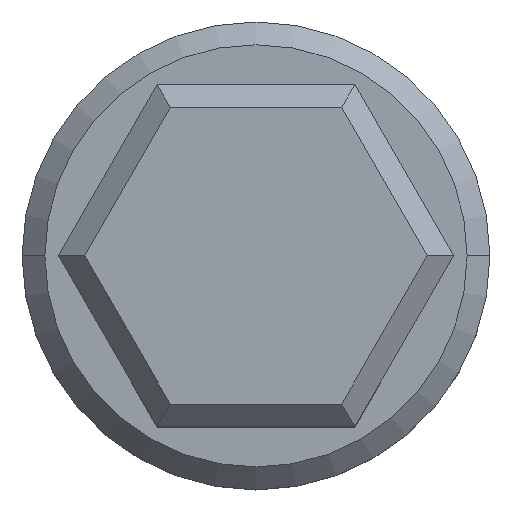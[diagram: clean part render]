
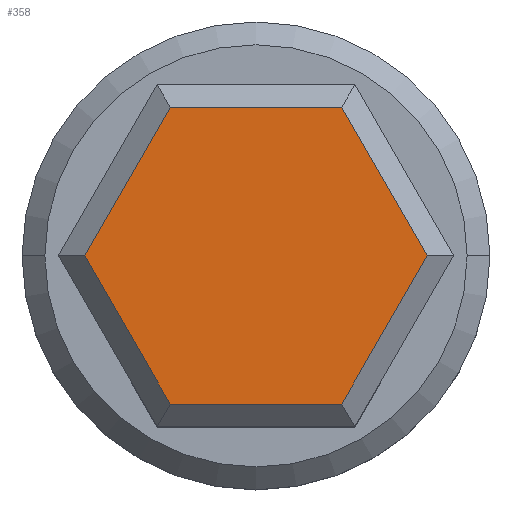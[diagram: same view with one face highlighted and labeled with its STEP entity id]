
A CAD part, top view. The second image highlights one B-rep face of the part: STEP entity #358.
In plain terms, the highlighted planar face has unit normal (0, 0, 1).
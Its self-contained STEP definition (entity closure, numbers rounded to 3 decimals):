
#7 = VECTOR ( 'NONE', #583, 1000. ) ;
#87 = ORIENTED_EDGE ( 'NONE', *, *, #936, .T. ) ;
#90 = CARTESIAN_POINT ( 'NONE',  ( -1.732, 2.6, 4.15 ) ) ;
#223 = LINE ( 'NONE', #956, #507 ) ;
#265 = EDGE_CURVE ( 'NONE', #1087, #1456, #1184, .T. ) ;
#289 = EDGE_CURVE ( 'NONE', #1315, #1450, #223, .T. ) ;
#358 = ADVANCED_FACE ( 'NONE', ( #487 ), #1302, .T. ) ;
#391 = CARTESIAN_POINT ( 'NONE',  ( 1.501, -2.6, 4.15 ) ) ;
#421 = DIRECTION ( 'NONE',  ( -0.5, -0.866, 0. ) ) ;
#453 = DIRECTION ( 'NONE',  ( 1., 0., 0. ) ) ;
#463 = DIRECTION ( 'NONE',  ( -0.5, 0.866, 0. ) ) ;
#487 = FACE_OUTER_BOUND ( 'NONE', #756, .T. ) ;
#498 = CARTESIAN_POINT ( 'NONE',  ( 3.002, 0., 4.15 ) ) ;
#507 = VECTOR ( 'NONE', #463, 1000. ) ;
#583 = DIRECTION ( 'NONE',  ( -1., 0., 0. ) ) ;
#652 = ORIENTED_EDGE ( 'NONE', *, *, #289, .T. ) ;
#669 = DIRECTION ( 'NONE',  ( 1., 0., 0. ) ) ;
#756 = EDGE_LOOP ( 'NONE', ( #1041, #846, #87, #652, #1382, #1051 ) ) ;
#820 = LINE ( 'NONE', #1528, #1174 ) ;
#821 = VERTEX_POINT ( 'NONE', #1543 ) ;
#846 = ORIENTED_EDGE ( 'NONE', *, *, #1237, .T. ) ;
#936 = EDGE_CURVE ( 'NONE', #1544, #1315, #820, .T. ) ;
#956 = CARTESIAN_POINT ( 'NONE',  ( 1.386, 2.8, 4.15 ) ) ;
#965 = CARTESIAN_POINT ( 'NONE',  ( 0., 0., 4.15 ) ) ;
#1017 = CARTESIAN_POINT ( 'NONE',  ( -3.118, -0.2, 4.15 ) ) ;
#1041 = ORIENTED_EDGE ( 'NONE', *, *, #265, .T. ) ;
#1049 = AXIS2_PLACEMENT_3D ( 'NONE', #965, #1414, #453 ) ;
#1051 = ORIENTED_EDGE ( 'NONE', *, *, #1189, .T. ) ;
#1087 = VERTEX_POINT ( 'NONE', #1321 ) ;
#1120 = LINE ( 'NONE', #1017, #1199 ) ;
#1174 = VECTOR ( 'NONE', #1308, 1000. ) ;
#1184 = LINE ( 'NONE', #1406, #1496 ) ;
#1189 = EDGE_CURVE ( 'NONE', #821, #1087, #1120, .T. ) ;
#1199 = VECTOR ( 'NONE', #421, 1000. ) ;
#1234 = CARTESIAN_POINT ( 'NONE',  ( 1.732, -2.6, 4.15 ) ) ;
#1237 = EDGE_CURVE ( 'NONE', #1456, #1544, #1379, .T. ) ;
#1284 = CARTESIAN_POINT ( 'NONE',  ( 1.501, 2.6, 4.15 ) ) ;
#1301 = CARTESIAN_POINT ( 'NONE',  ( -1.501, -2.6, 4.15 ) ) ;
#1302 = PLANE ( 'NONE',  #1049 ) ;
#1308 = DIRECTION ( 'NONE',  ( 0.5, 0.866, 0. ) ) ;
#1311 = DIRECTION ( 'NONE',  ( 0.5, -0.866, 0. ) ) ;
#1315 = VERTEX_POINT ( 'NONE', #498 ) ;
#1321 = CARTESIAN_POINT ( 'NONE',  ( -3.002, 0., 4.15 ) ) ;
#1379 = LINE ( 'NONE', #1234, #1420 ) ;
#1382 = ORIENTED_EDGE ( 'NONE', *, *, #1483, .T. ) ;
#1405 = LINE ( 'NONE', #90, #7 ) ;
#1406 = CARTESIAN_POINT ( 'NONE',  ( -1.386, -2.8, 4.15 ) ) ;
#1414 = DIRECTION ( 'NONE',  ( 0., 0., 1. ) ) ;
#1420 = VECTOR ( 'NONE', #669, 1000. ) ;
#1450 = VERTEX_POINT ( 'NONE', #1284 ) ;
#1456 = VERTEX_POINT ( 'NONE', #1301 ) ;
#1483 = EDGE_CURVE ( 'NONE', #1450, #821, #1405, .T. ) ;
#1496 = VECTOR ( 'NONE', #1311, 1000. ) ;
#1528 = CARTESIAN_POINT ( 'NONE',  ( 3.118, 0.2, 4.15 ) ) ;
#1543 = CARTESIAN_POINT ( 'NONE',  ( -1.501, 2.6, 4.15 ) ) ;
#1544 = VERTEX_POINT ( 'NONE', #391 ) ;
